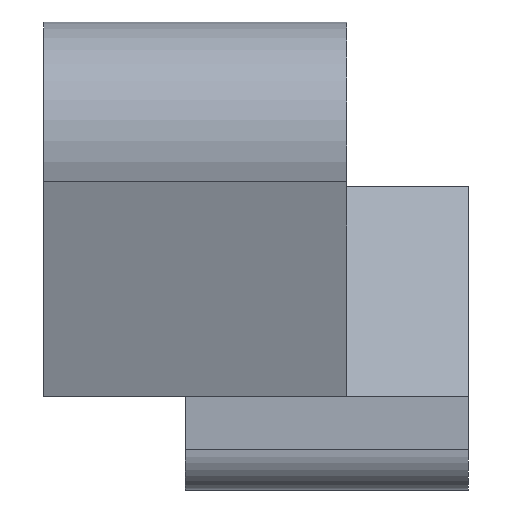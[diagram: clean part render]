
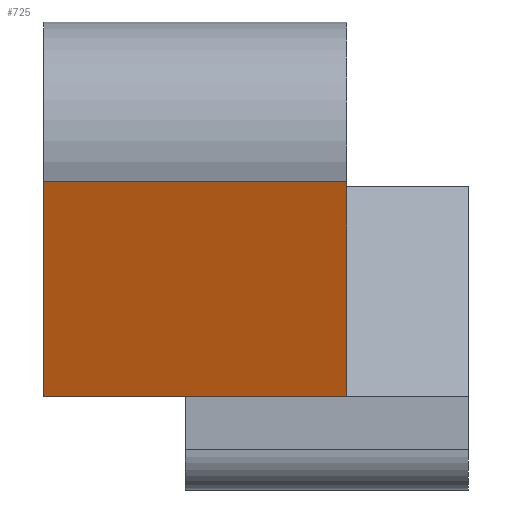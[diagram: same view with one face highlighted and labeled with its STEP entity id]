
A CAD part, left-side view. The second image highlights one B-rep face of the part: STEP entity #725.
In plain terms, the highlighted planar face has unit normal (-0.948, 0, -0.318).
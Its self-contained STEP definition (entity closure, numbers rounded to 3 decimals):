
#42 = EDGE_CURVE ( 'NONE', #818, #788, #762, .T. ) ;
#67 = CARTESIAN_POINT ( 'NONE',  ( 21.438, -15., 10.609 ) ) ;
#133 = AXIS2_PLACEMENT_3D ( 'NONE', #1019, #1105, #257 ) ;
#168 = CARTESIAN_POINT ( 'NONE',  ( 25., -15., 0. ) ) ;
#241 = DIRECTION ( 'NONE',  ( 0., 1., 0. ) ) ;
#257 = DIRECTION ( 'NONE',  ( -0.318, 0., 0.948 ) ) ;
#305 = ORIENTED_EDGE ( 'NONE', *, *, #593, .T. ) ;
#326 = CARTESIAN_POINT ( 'NONE',  ( 21.438, 0., 10.609 ) ) ;
#331 = LINE ( 'NONE', #168, #1144 ) ;
#335 = LINE ( 'NONE', #67, #470 ) ;
#343 = LINE ( 'NONE', #803, #532 ) ;
#398 = ORIENTED_EDGE ( 'NONE', *, *, #1048, .F. ) ;
#421 = DIRECTION ( 'NONE',  ( 0., 1., 0. ) ) ;
#470 = VECTOR ( 'NONE', #241, 1000. ) ;
#475 = CARTESIAN_POINT ( 'NONE',  ( 25., 0., 0. ) ) ;
#532 = VECTOR ( 'NONE', #987, 1000. ) ;
#545 = EDGE_CURVE ( 'NONE', #998, #1182, #343, .T. ) ;
#593 = EDGE_CURVE ( 'NONE', #788, #1182, #335, .T. ) ;
#694 = CARTESIAN_POINT ( 'NONE',  ( 25., -15., 0. ) ) ;
#725 = ADVANCED_FACE ( 'NONE', ( #834 ), #1115, .T. ) ;
#762 = LINE ( 'NONE', #1137, #1101 ) ;
#788 = VERTEX_POINT ( 'NONE', #1193 ) ;
#803 = CARTESIAN_POINT ( 'NONE',  ( 25., 0., 0. ) ) ;
#818 = VERTEX_POINT ( 'NONE', #694 ) ;
#834 = FACE_OUTER_BOUND ( 'NONE', #1167, .T. ) ;
#924 = ORIENTED_EDGE ( 'NONE', *, *, #545, .F. ) ;
#987 = DIRECTION ( 'NONE',  ( -0.318, 0., 0.948 ) ) ;
#998 = VERTEX_POINT ( 'NONE', #475 ) ;
#1019 = CARTESIAN_POINT ( 'NONE',  ( 25., -15., 0. ) ) ;
#1048 = EDGE_CURVE ( 'NONE', #818, #998, #331, .T. ) ;
#1090 = ORIENTED_EDGE ( 'NONE', *, *, #42, .T. ) ;
#1101 = VECTOR ( 'NONE', #1215, 1000. ) ;
#1105 = DIRECTION ( 'NONE',  ( -0.948, 0., -0.318 ) ) ;
#1115 = PLANE ( 'NONE',  #133 ) ;
#1137 = CARTESIAN_POINT ( 'NONE',  ( 25., -15., 0. ) ) ;
#1144 = VECTOR ( 'NONE', #421, 1000. ) ;
#1167 = EDGE_LOOP ( 'NONE', ( #924, #398, #1090, #305 ) ) ;
#1182 = VERTEX_POINT ( 'NONE', #326 ) ;
#1193 = CARTESIAN_POINT ( 'NONE',  ( 21.438, -15., 10.609 ) ) ;
#1215 = DIRECTION ( 'NONE',  ( -0.318, 0., 0.948 ) ) ;
